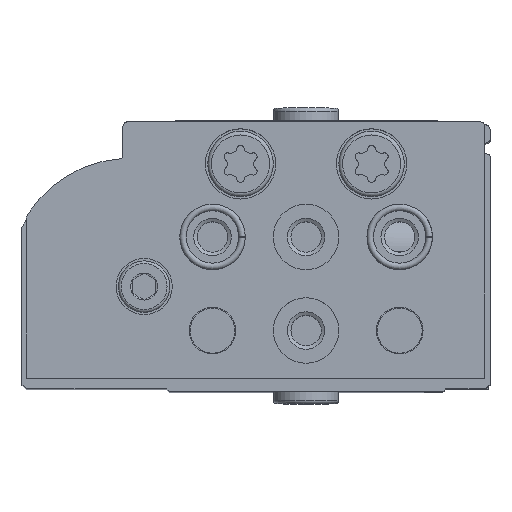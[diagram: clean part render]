
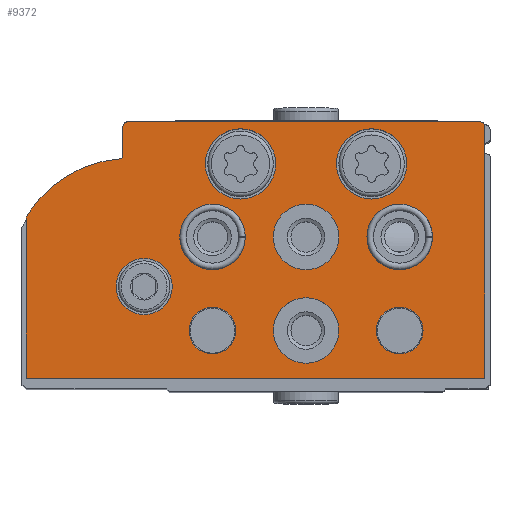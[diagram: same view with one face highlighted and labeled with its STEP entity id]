
A CAD part, top view. The second image highlights one B-rep face of the part: STEP entity #9372.
In plain terms, the highlighted face is planar.
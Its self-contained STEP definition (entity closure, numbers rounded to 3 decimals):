
#277=PLANE('',#10629);
#803=CIRCLE('',#10615,0.5);
#804=CIRCLE('',#10620,1.);
#805=CIRCLE('',#10622,13.);
#806=CIRCLE('',#10624,0.3);
#807=CIRCLE('',#10627,0.5);
#808=CIRCLE('',#10630,3.);
#809=CIRCLE('',#10631,3.75);
#810=CIRCLE('',#10632,3.75);
#811=CIRCLE('',#10633,3.5);
#812=CIRCLE('',#10634,3.5);
#813=CIRCLE('',#10635,3.5);
#814=CIRCLE('',#10636,3.5);
#815=CIRCLE('',#10637,2.5);
#816=CIRCLE('',#10638,2.5);
#1504=LINE('',#16165,#2170);
#1506=LINE('',#16169,#2172);
#1508=LINE('',#16173,#2174);
#1513=LINE('',#16189,#2179);
#1516=LINE('',#16197,#2182);
#2170=VECTOR('',#13065,1000.);
#2172=VECTOR('',#13069,1000.);
#2174=VECTOR('',#13073,1000.);
#2179=VECTOR('',#13092,1000.);
#2182=VECTOR('',#13101,1000.);
#4122=ORIENTED_EDGE('',*,*,#5842,.T.);
#4123=ORIENTED_EDGE('',*,*,#5843,.T.);
#4124=ORIENTED_EDGE('',*,*,#5844,.T.);
#4125=ORIENTED_EDGE('',*,*,#5845,.T.);
#4126=ORIENTED_EDGE('',*,*,#5846,.T.);
#4127=ORIENTED_EDGE('',*,*,#5847,.T.);
#4128=ORIENTED_EDGE('',*,*,#5848,.T.);
#4129=ORIENTED_EDGE('',*,*,#5849,.T.);
#4130=ORIENTED_EDGE('',*,*,#5850,.T.);
#4131=ORIENTED_EDGE('',*,*,#5821,.F.);
#4132=ORIENTED_EDGE('',*,*,#5840,.F.);
#4133=ORIENTED_EDGE('',*,*,#5838,.F.);
#4134=ORIENTED_EDGE('',*,*,#5836,.F.);
#4135=ORIENTED_EDGE('',*,*,#5834,.T.);
#4136=ORIENTED_EDGE('',*,*,#5832,.F.);
#4137=ORIENTED_EDGE('',*,*,#5830,.F.);
#4138=ORIENTED_EDGE('',*,*,#5828,.F.);
#4139=ORIENTED_EDGE('',*,*,#5826,.F.);
#4140=ORIENTED_EDGE('',*,*,#5824,.F.);
#5821=EDGE_CURVE('',#6863,#6864,#803,.T.);
#5824=EDGE_CURVE('',#6864,#6865,#1504,.T.);
#5826=EDGE_CURVE('',#6865,#6866,#1506,.T.);
#5828=EDGE_CURVE('',#6866,#6867,#1508,.T.);
#5830=EDGE_CURVE('',#6867,#6868,#804,.T.);
#5832=EDGE_CURVE('',#6868,#6869,#805,.T.);
#5834=EDGE_CURVE('',#6870,#6869,#806,.T.);
#5836=EDGE_CURVE('',#6870,#6871,#1513,.T.);
#5838=EDGE_CURVE('',#6871,#6872,#807,.T.);
#5840=EDGE_CURVE('',#6872,#6863,#1516,.T.);
#5842=EDGE_CURVE('',#6873,#6873,#808,.T.);
#5843=EDGE_CURVE('',#6874,#6874,#809,.T.);
#5844=EDGE_CURVE('',#6875,#6875,#810,.T.);
#5845=EDGE_CURVE('',#6876,#6876,#811,.T.);
#5846=EDGE_CURVE('',#6877,#6877,#812,.T.);
#5847=EDGE_CURVE('',#6878,#6878,#813,.T.);
#5848=EDGE_CURVE('',#6879,#6879,#814,.T.);
#5849=EDGE_CURVE('',#6880,#6880,#815,.T.);
#5850=EDGE_CURVE('',#6881,#6881,#816,.T.);
#6863=VERTEX_POINT('',#16160);
#6864=VERTEX_POINT('',#16161);
#6865=VERTEX_POINT('',#16166);
#6866=VERTEX_POINT('',#16170);
#6867=VERTEX_POINT('',#16174);
#6868=VERTEX_POINT('',#16178);
#6869=VERTEX_POINT('',#16182);
#6870=VERTEX_POINT('',#16186);
#6871=VERTEX_POINT('',#16190);
#6872=VERTEX_POINT('',#16194);
#6873=VERTEX_POINT('',#16201);
#6874=VERTEX_POINT('',#16203);
#6875=VERTEX_POINT('',#16205);
#6876=VERTEX_POINT('',#16207);
#6877=VERTEX_POINT('',#16209);
#6878=VERTEX_POINT('',#16211);
#6879=VERTEX_POINT('',#16213);
#6880=VERTEX_POINT('',#16215);
#6881=VERTEX_POINT('',#16217);
#7628=EDGE_LOOP('',(#4122));
#7629=EDGE_LOOP('',(#4123));
#7630=EDGE_LOOP('',(#4124));
#7631=EDGE_LOOP('',(#4125));
#7632=EDGE_LOOP('',(#4126));
#7633=EDGE_LOOP('',(#4127));
#7634=EDGE_LOOP('',(#4128));
#7635=EDGE_LOOP('',(#4129));
#7636=EDGE_LOOP('',(#4130));
#7637=EDGE_LOOP('',(#4131,#4132,#4133,#4134,#4135,#4136,#4137,#4138,#4139,
#4140));
#8449=FACE_BOUND('',#7628,.T.);
#8450=FACE_BOUND('',#7629,.T.);
#8451=FACE_BOUND('',#7630,.T.);
#8452=FACE_BOUND('',#7631,.T.);
#8453=FACE_BOUND('',#7632,.T.);
#8454=FACE_BOUND('',#7633,.T.);
#8455=FACE_BOUND('',#7634,.T.);
#8456=FACE_BOUND('',#7635,.T.);
#8457=FACE_BOUND('',#7636,.T.);
#8458=FACE_BOUND('',#7637,.T.);
#9372=ADVANCED_FACE('',(#8449,#8450,#8451,#8452,#8453,#8454,#8455,#8456,
#8457,#8458),#277,.F.);
#10615=AXIS2_PLACEMENT_3D('',#16159,#13059,#13060);
#10620=AXIS2_PLACEMENT_3D('',#16177,#13077,#13078);
#10622=AXIS2_PLACEMENT_3D('',#16181,#13082,#13083);
#10624=AXIS2_PLACEMENT_3D('',#16185,#13087,#13088);
#10627=AXIS2_PLACEMENT_3D('',#16193,#13096,#13097);
#10629=AXIS2_PLACEMENT_3D('',#16199,#13103,#13104);
#10630=AXIS2_PLACEMENT_3D('',#16200,#13105,#13106);
#10631=AXIS2_PLACEMENT_3D('',#16202,#13107,#13108);
#10632=AXIS2_PLACEMENT_3D('',#16204,#13109,#13110);
#10633=AXIS2_PLACEMENT_3D('',#16206,#13111,#13112);
#10634=AXIS2_PLACEMENT_3D('',#16208,#13113,#13114);
#10635=AXIS2_PLACEMENT_3D('',#16210,#13115,#13116);
#10636=AXIS2_PLACEMENT_3D('',#16212,#13117,#13118);
#10637=AXIS2_PLACEMENT_3D('',#16214,#13119,#13120);
#10638=AXIS2_PLACEMENT_3D('',#16216,#13121,#13122);
#13059=DIRECTION('',(0.,0.,1.));
#13060=DIRECTION('',(1.,0.,0.));
#13065=DIRECTION('',(0.,-1.,0.));
#13069=DIRECTION('',(1.,0.,0.));
#13073=DIRECTION('',(0.,1.,0.));
#13077=DIRECTION('',(0.,0.,1.));
#13078=DIRECTION('',(1.,0.,0.));
#13082=DIRECTION('',(0.,0.,1.));
#13083=DIRECTION('',(1.,0.,0.));
#13087=DIRECTION('',(0.,0.,1.));
#13088=DIRECTION('',(1.,0.,0.));
#13092=DIRECTION('',(0.,1.,0.));
#13096=DIRECTION('',(0.,0.,1.));
#13097=DIRECTION('',(1.,0.,0.));
#13101=DIRECTION('',(-1.,0.,0.));
#13103=DIRECTION('',(0.,0.,1.));
#13104=DIRECTION('',(1.,0.,0.));
#13105=DIRECTION('',(0.,0.,1.));
#13106=DIRECTION('',(1.,0.,0.));
#13107=DIRECTION('',(0.,0.,1.));
#13108=DIRECTION('',(1.,0.,0.));
#13109=DIRECTION('',(0.,0.,1.));
#13110=DIRECTION('',(1.,0.,0.));
#13111=DIRECTION('',(0.,0.,1.));
#13112=DIRECTION('',(1.,0.,0.));
#13113=DIRECTION('',(0.,0.,1.));
#13114=DIRECTION('',(1.,0.,0.));
#13115=DIRECTION('',(0.,0.,1.));
#13116=DIRECTION('',(1.,0.,0.));
#13117=DIRECTION('',(0.,0.,1.));
#13118=DIRECTION('',(1.,0.,0.));
#13119=DIRECTION('',(0.,0.,1.));
#13120=DIRECTION('',(1.,0.,0.));
#13121=DIRECTION('',(0.,0.,1.));
#13122=DIRECTION('',(1.,0.,0.));
#16159=CARTESIAN_POINT('',(0.5,26.9,0.));
#16160=CARTESIAN_POINT('',(0.5,27.4,0.));
#16161=CARTESIAN_POINT('',(0.,26.9,0.));
#16165=CARTESIAN_POINT('',(0.,26.9,0.));
#16166=CARTESIAN_POINT('',(0.,0.,0.));
#16169=CARTESIAN_POINT('',(0.,0.,0.));
#16170=CARTESIAN_POINT('',(49.,0.,0.));
#16173=CARTESIAN_POINT('',(49.,0.,0.));
#16174=CARTESIAN_POINT('',(49.,16.98,0.));
#16177=CARTESIAN_POINT('',(48.,16.98,0.));
#16178=CARTESIAN_POINT('',(48.842,17.52,0.));
#16181=CARTESIAN_POINT('',(37.9,10.5,0.));
#16182=CARTESIAN_POINT('',(38.936,23.459,0.));
#16185=CARTESIAN_POINT('',(38.96,23.758,0.));
#16186=CARTESIAN_POINT('',(38.66,23.758,0.));
#16189=CARTESIAN_POINT('',(38.66,23.758,0.));
#16190=CARTESIAN_POINT('',(38.66,26.9,0.));
#16193=CARTESIAN_POINT('',(38.16,26.9,0.));
#16194=CARTESIAN_POINT('',(38.16,27.4,0.));
#16197=CARTESIAN_POINT('',(38.16,27.4,0.));
#16199=CARTESIAN_POINT('',(0.5,26.9,0.));
#16200=CARTESIAN_POINT('',(36.4,9.8,0.));
#16201=CARTESIAN_POINT('',(39.4,9.8,0.));
#16202=CARTESIAN_POINT('',(26.1,22.9,0.));
#16203=CARTESIAN_POINT('',(29.85,22.9,0.));
#16204=CARTESIAN_POINT('',(12.1,22.9,0.));
#16205=CARTESIAN_POINT('',(15.85,22.9,0.));
#16206=CARTESIAN_POINT('',(29.1,15.1,0.));
#16207=CARTESIAN_POINT('',(32.6,15.1,0.));
#16208=CARTESIAN_POINT('',(19.1,15.1,0.));
#16209=CARTESIAN_POINT('',(22.6,15.1,0.));
#16210=CARTESIAN_POINT('',(9.1,15.1,0.));
#16211=CARTESIAN_POINT('',(12.6,15.1,0.));
#16212=CARTESIAN_POINT('',(19.1,5.1,0.));
#16213=CARTESIAN_POINT('',(22.6,5.1,0.));
#16214=CARTESIAN_POINT('',(29.1,5.1,0.));
#16215=CARTESIAN_POINT('',(31.6,5.1,0.));
#16216=CARTESIAN_POINT('',(9.1,5.1,0.));
#16217=CARTESIAN_POINT('',(11.6,5.1,0.));
